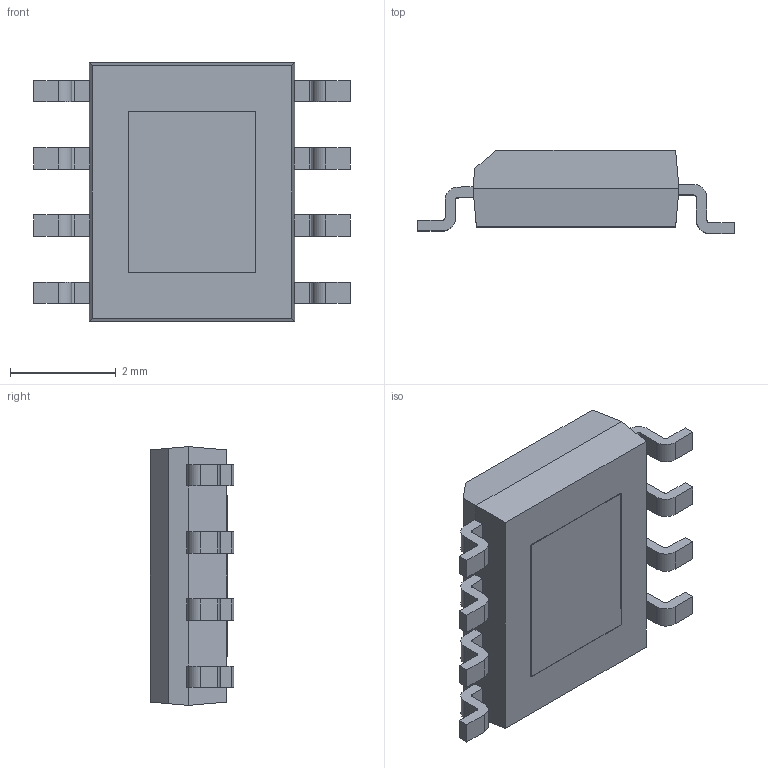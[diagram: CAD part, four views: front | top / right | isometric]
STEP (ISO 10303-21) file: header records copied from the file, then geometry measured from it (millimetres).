
FILE_DESCRIPTION (( 'STEP AP214' ), '1' );
FILE_NAME ('AP7375Q-50SP-13.STEP', '2024-11-26T11:52:21', ( '' ), ( '' ), 'SwSTEP 2.0', 'SolidWorks 2020', '' );
FILE_SCHEMA (( 'AUTOMOTIVE_DESIGN' ));
Length unit declared in the file: millimetre
Products named in the file (1): AP7375Q-50SP-13
Bounding box: 6 x 1.58 x 4.9 mm (x, y, z)
Volume: 27.7 mm3; surface area: 75.8 mm2
Topology: 1 solids, 1 shells, 123 faces, 353 edges, 234 vertices
Faces by surface type: plane 89, cylinder 34
Entity records: 4158 total; most frequent: CARTESIAN_POINT 711, ORIENTED_EDGE 706, DIRECTION 669, EDGE_CURVE 353, LINE 285, VECTOR 285, VERTEX_POINT 234, AXIS2_PLACEMENT_3D 192
